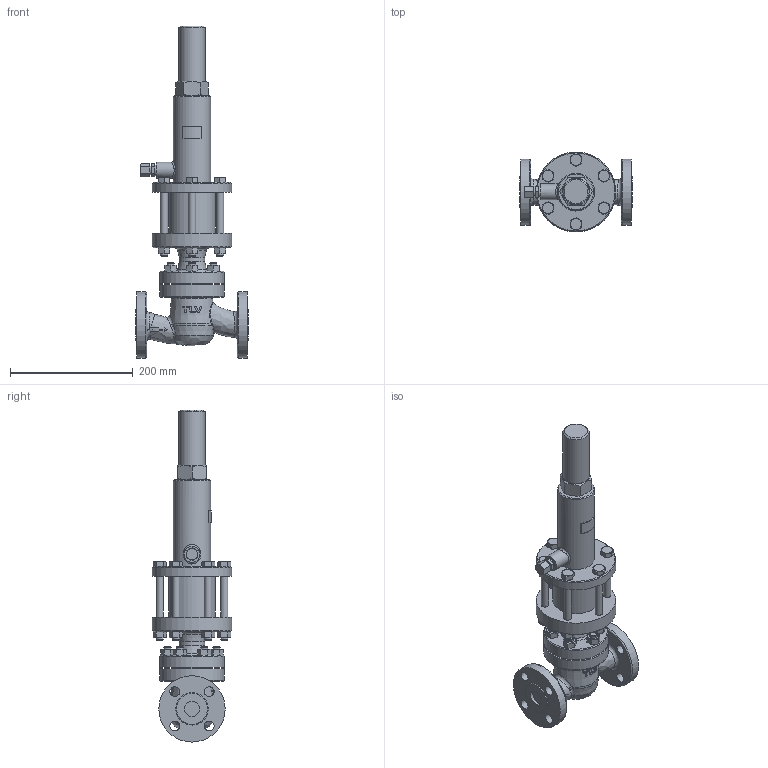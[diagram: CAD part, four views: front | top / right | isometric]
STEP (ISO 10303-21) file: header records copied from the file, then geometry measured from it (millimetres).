
FILE_DESCRIPTION(/* description */ (''),/* implementation_level */ '2;1');
FILE_NAME(/* name */ 'pcv10-025-a0150-00.stp',/* time_stamp */ '2020-03-26T15:48:51+09:00',/* author */ ('nakaot'),/* organization */ (''),/* preprocessor_version */ 'ST-DEVELOPER v18',/* originating_system */ 'Autodesk Inventor 2020',/* authorisation */ '');
FILE_SCHEMA (('AUTOMOTIVE_DESIGN { 1 0 10303 214 3 1 1 }'));
Length unit declared in the file: millimetre
Products named in the file (1): pcv10-025-a0150-00
Bounding box: 184 x 130 x 541 mm (x, y, z)
Volume: 2458572.4 mm3; surface area: 281527.4 mm2
Topology: 1 solids, 2 shells, 361 faces, 881 edges, 579 vertices
Faces by surface type: plane 211, cylinder 59, cone 56, bspline 22, torus 12, sphere 1
Full cylindrical faces by diameter (mm): 12 x18, 14 x1, 16 x8, 17.3 x1, 25 x2, 26 x1, 42 x1, 42.7 x1, 50.8 x2, 59.9 x1, 60.4 x1, 60.5 x1, 76 x1, 105 x2, 108 x2, 130 x2
Entity records: 12364 total; most frequent: CARTESIAN_POINT 4194, ORIENTED_EDGE 1760, DIRECTION 1583, EDGE_CURVE 880, AXIS2_PLACEMENT_3D 602, VERTEX_POINT 579, EDGE_LOOP 445, LINE 379
